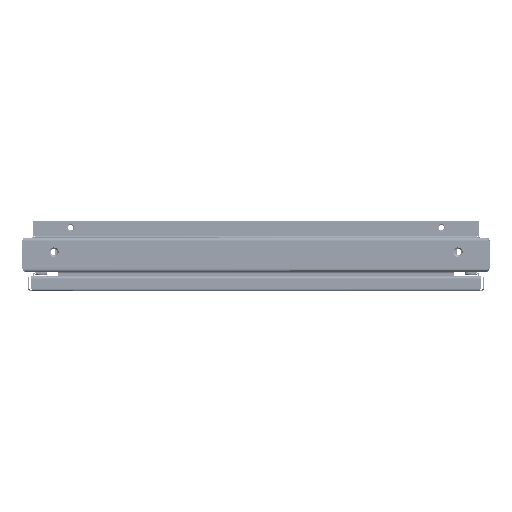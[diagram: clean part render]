
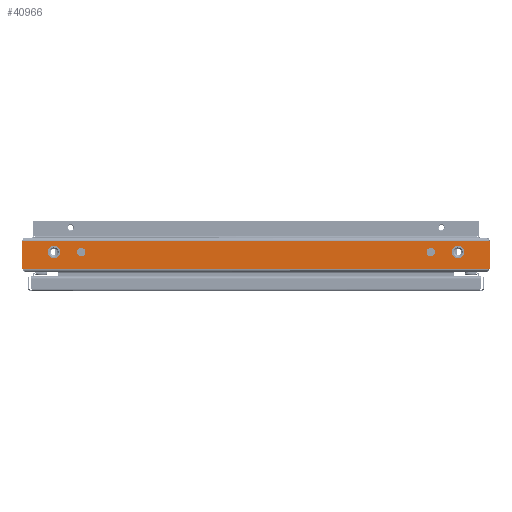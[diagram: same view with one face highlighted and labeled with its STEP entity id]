
A CAD part, front view. The second image highlights one B-rep face of the part: STEP entity #40966.
In plain terms, the highlighted face is planar.
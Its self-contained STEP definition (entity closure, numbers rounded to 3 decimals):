
#504 = CARTESIAN_POINT ( 'NONE',  ( -300., -18., 0. ) ) ;
#1458 = CARTESIAN_POINT ( 'NONE',  ( 300., -18., 0. ) ) ;
#1486 = DIRECTION ( 'NONE',  ( -1., 0., 0. ) ) ;
#2107 = FACE_BOUND ( 'NONE', #78009, .T. ) ;
#2775 = DIRECTION ( 'NONE',  ( 1., 0., 0. ) ) ;
#2979 = FACE_BOUND ( 'NONE', #63413, .T. ) ;
#5174 = ORIENTED_EDGE ( 'NONE', *, *, #14039, .T. ) ;
#5265 = DIRECTION ( 'NONE',  ( 0., -1., 0. ) ) ;
#6249 = LINE ( 'NONE', #38851, #70416 ) ;
#6303 = VERTEX_POINT ( 'NONE', #25458 ) ;
#7063 = CIRCLE ( 'NONE', #16932, 5.5 ) ;
#7147 = DIRECTION ( 'NONE',  ( 0., 0., -1. ) ) ;
#8439 = VERTEX_POINT ( 'NONE', #69548 ) ;
#10072 = AXIS2_PLACEMENT_3D ( 'NONE', #54100, #67309, #80961 ) ;
#10192 = EDGE_CURVE ( 'NONE', #54884, #8439, #7063, .T. ) ;
#11017 = CARTESIAN_POINT ( 'NONE',  ( 300., 18., 0. ) ) ;
#11241 = EDGE_CURVE ( 'NONE', #16500, #15358, #48157, .T. ) ;
#11762 = VERTEX_POINT ( 'NONE', #11017 ) ;
#12798 = EDGE_LOOP ( 'NONE', ( #37849, #55088 ) ) ;
#14039 = EDGE_CURVE ( 'NONE', #6303, #50205, #53379, .T. ) ;
#14330 = CARTESIAN_POINT ( 'NONE',  ( 300., -22., 0. ) ) ;
#14485 = CARTESIAN_POINT ( 'NONE',  ( 297.935, -18., 0. ) ) ;
#14958 = DIRECTION ( 'NONE',  ( 0., 0., -1. ) ) ;
#15358 = VERTEX_POINT ( 'NONE', #68429 ) ;
#16500 = VERTEX_POINT ( 'NONE', #42238 ) ;
#16932 = AXIS2_PLACEMENT_3D ( 'NONE', #52365, #65158, #2775 ) ;
#17926 = VECTOR ( 'NONE', #1486, 1000. ) ;
#18324 = PLANE ( 'NONE',  #34283 ) ;
#18411 = AXIS2_PLACEMENT_3D ( 'NONE', #47068, #26788, #80545 ) ;
#18779 = CARTESIAN_POINT ( 'NONE',  ( -297.935, -18., 0. ) ) ;
#20285 = EDGE_CURVE ( 'NONE', #78340, #77052, #81940, .T. ) ;
#20474 = CARTESIAN_POINT ( 'NONE',  ( 219., -3.319, 0. ) ) ;
#20515 = EDGE_CURVE ( 'NONE', #61943, #21211, #32491, .T. ) ;
#21193 = CARTESIAN_POINT ( 'NONE',  ( 224.5, -3.319, 0. ) ) ;
#21211 = VERTEX_POINT ( 'NONE', #44686 ) ;
#21256 = CARTESIAN_POINT ( 'NONE',  ( 300., 18., 0. ) ) ;
#21984 = CARTESIAN_POINT ( 'NONE',  ( 224.5, -3.319, 0. ) ) ;
#25458 = CARTESIAN_POINT ( 'NONE',  ( 251.5, -3.319, 0. ) ) ;
#25511 = LINE ( 'NONE', #60280, #84690 ) ;
#25536 = ORIENTED_EDGE ( 'NONE', *, *, #73976, .T. ) ;
#25755 = ORIENTED_EDGE ( 'NONE', *, *, #11241, .T. ) ;
#26531 = VECTOR ( 'NONE', #66728, 1000. ) ;
#26788 = DIRECTION ( 'NONE',  ( 0., 0., 1. ) ) ;
#27427 = ORIENTED_EDGE ( 'NONE', *, *, #53620, .T. ) ;
#31492 = VERTEX_POINT ( 'NONE', #20474 ) ;
#31703 = ORIENTED_EDGE ( 'NONE', *, *, #56682, .F. ) ;
#32169 = AXIS2_PLACEMENT_3D ( 'NONE', #21984, #14958, #69573 ) ;
#32382 = ORIENTED_EDGE ( 'NONE', *, *, #10192, .F. ) ;
#32491 = CIRCLE ( 'NONE', #18411, 8. ) ;
#32858 = DIRECTION ( 'NONE',  ( 1., 0., 0. ) ) ;
#33273 = CARTESIAN_POINT ( 'NONE',  ( 230., -3.319, 0. ) ) ;
#33649 = VECTOR ( 'NONE', #80704, 1000. ) ;
#34283 = AXIS2_PLACEMENT_3D ( 'NONE', #77796, #84394, #44780 ) ;
#34556 = LINE ( 'NONE', #14330, #47336 ) ;
#35199 = EDGE_LOOP ( 'NONE', ( #44938, #5174 ) ) ;
#36060 = LINE ( 'NONE', #42235, #33649 ) ;
#36404 = CIRCLE ( 'NONE', #32169, 5.5 ) ;
#36423 = FACE_BOUND ( 'NONE', #35199, .T. ) ;
#37849 = ORIENTED_EDGE ( 'NONE', *, *, #20515, .F. ) ;
#38543 = ORIENTED_EDGE ( 'NONE', *, *, #78683, .T. ) ;
#38851 = CARTESIAN_POINT ( 'NONE',  ( 300., 18., 0. ) ) ;
#40338 = ORIENTED_EDGE ( 'NONE', *, *, #57335, .T. ) ;
#40966 = ADVANCED_FACE ( 'NONE', ( #36423, #2979, #56692, #2107, #82667 ), #18324, .F. ) ;
#41112 = CARTESIAN_POINT ( 'NONE',  ( 300., 18., 0. ) ) ;
#42071 = VERTEX_POINT ( 'NONE', #504 ) ;
#42235 = CARTESIAN_POINT ( 'NONE',  ( -300., -18., 0. ) ) ;
#42238 = CARTESIAN_POINT ( 'NONE',  ( -298., 18., 0. ) ) ;
#43310 = EDGE_CURVE ( 'NONE', #54800, #31492, #48689, .T. ) ;
#43616 = DIRECTION ( 'NONE',  ( 1., 0., 0. ) ) ;
#44686 = CARTESIAN_POINT ( 'NONE',  ( -267.5, -3.319, 0. ) ) ;
#44780 = DIRECTION ( 'NONE',  ( -1., 0., 0. ) ) ;
#44938 = ORIENTED_EDGE ( 'NONE', *, *, #80437, .T. ) ;
#47068 = CARTESIAN_POINT ( 'NONE',  ( -259.5, -3.319, 0. ) ) ;
#47302 = CARTESIAN_POINT ( 'NONE',  ( 259.5, -3.319, 0. ) ) ;
#47336 = VECTOR ( 'NONE', #55273, 1000. ) ;
#48157 = LINE ( 'NONE', #41112, #17926 ) ;
#48689 = CIRCLE ( 'NONE', #62769, 5.5 ) ;
#48696 = ORIENTED_EDGE ( 'NONE', *, *, #20285, .T. ) ;
#49179 = AXIS2_PLACEMENT_3D ( 'NONE', #47302, #79471, #72862 ) ;
#49203 = EDGE_CURVE ( 'NONE', #21211, #61943, #81522, .T. ) ;
#50205 = VERTEX_POINT ( 'NONE', #77285 ) ;
#51634 = DIRECTION ( 'NONE',  ( -1., 0., 0. ) ) ;
#52268 = CARTESIAN_POINT ( 'NONE',  ( -259.5, -3.319, 0. ) ) ;
#52365 = CARTESIAN_POINT ( 'NONE',  ( -224.5, -3.319, 0. ) ) ;
#53379 = CIRCLE ( 'NONE', #49179, 8. ) ;
#53620 = EDGE_CURVE ( 'NONE', #31492, #54800, #36404, .T. ) ;
#54100 = CARTESIAN_POINT ( 'NONE',  ( -224.5, -3.319, 0. ) ) ;
#54800 = VERTEX_POINT ( 'NONE', #33273 ) ;
#54884 = VERTEX_POINT ( 'NONE', #86139 ) ;
#55088 = ORIENTED_EDGE ( 'NONE', *, *, #49203, .F. ) ;
#55252 = CARTESIAN_POINT ( 'NONE',  ( -300., -18., 0. ) ) ;
#55273 = DIRECTION ( 'NONE',  ( 0., 1., 0. ) ) ;
#56682 = EDGE_CURVE ( 'NONE', #8439, #54884, #86004, .T. ) ;
#56692 = FACE_BOUND ( 'NONE', #12798, .T. ) ;
#57335 = EDGE_CURVE ( 'NONE', #78848, #16500, #6249, .T. ) ;
#60239 = ORIENTED_EDGE ( 'NONE', *, *, #69359, .T. ) ;
#60280 = CARTESIAN_POINT ( 'NONE',  ( -300., -22., 0. ) ) ;
#61454 = EDGE_LOOP ( 'NONE', ( #68363, #48696, #60239, #38543, #77840, #40338, #25755, #25536 ) ) ;
#61779 = DIRECTION ( 'NONE',  ( -1., 0., 0. ) ) ;
#61845 = LINE ( 'NONE', #55252, #26531 ) ;
#61943 = VERTEX_POINT ( 'NONE', #65998 ) ;
#62597 = DIRECTION ( 'NONE',  ( -1., 0., 0. ) ) ;
#62769 = AXIS2_PLACEMENT_3D ( 'NONE', #21193, #7147, #62597 ) ;
#63413 = EDGE_LOOP ( 'NONE', ( #69422, #27427 ) ) ;
#64631 = AXIS2_PLACEMENT_3D ( 'NONE', #52268, #79122, #32858 ) ;
#65158 = DIRECTION ( 'NONE',  ( 0., 0., 1. ) ) ;
#65349 = CARTESIAN_POINT ( 'NONE',  ( 298., 18., 0. ) ) ;
#65687 = CARTESIAN_POINT ( 'NONE',  ( 259.5, -3.319, 0. ) ) ;
#65998 = CARTESIAN_POINT ( 'NONE',  ( -251.5, -3.319, 0. ) ) ;
#66728 = DIRECTION ( 'NONE',  ( 1., 0., 0. ) ) ;
#67309 = DIRECTION ( 'NONE',  ( 0., 0., 1. ) ) ;
#67331 = VERTEX_POINT ( 'NONE', #1458 ) ;
#68363 = ORIENTED_EDGE ( 'NONE', *, *, #69016, .T. ) ;
#68429 = CARTESIAN_POINT ( 'NONE',  ( -300., 18., 0. ) ) ;
#69016 = EDGE_CURVE ( 'NONE', #42071, #78340, #61845, .T. ) ;
#69359 = EDGE_CURVE ( 'NONE', #77052, #67331, #36060, .T. ) ;
#69422 = ORIENTED_EDGE ( 'NONE', *, *, #43310, .T. ) ;
#69548 = CARTESIAN_POINT ( 'NONE',  ( -219., -3.319, 0. ) ) ;
#69573 = DIRECTION ( 'NONE',  ( -1., 0., 0. ) ) ;
#69602 = CARTESIAN_POINT ( 'NONE',  ( -300., -18., 0. ) ) ;
#70416 = VECTOR ( 'NONE', #51634, 1000. ) ;
#72862 = DIRECTION ( 'NONE',  ( -1., 0., 0. ) ) ;
#73389 = EDGE_CURVE ( 'NONE', #11762, #78848, #81601, .T. ) ;
#73976 = EDGE_CURVE ( 'NONE', #15358, #42071, #25511, .T. ) ;
#74739 = VECTOR ( 'NONE', #61779, 1000. ) ;
#76065 = VECTOR ( 'NONE', #43616, 1000. ) ;
#77052 = VERTEX_POINT ( 'NONE', #14485 ) ;
#77285 = CARTESIAN_POINT ( 'NONE',  ( 267.5, -3.319, 0. ) ) ;
#77796 = CARTESIAN_POINT ( 'NONE',  ( 0., 0., 0. ) ) ;
#77840 = ORIENTED_EDGE ( 'NONE', *, *, #73389, .T. ) ;
#78009 = EDGE_LOOP ( 'NONE', ( #31703, #32382 ) ) ;
#78340 = VERTEX_POINT ( 'NONE', #18779 ) ;
#78683 = EDGE_CURVE ( 'NONE', #67331, #11762, #34556, .T. ) ;
#78848 = VERTEX_POINT ( 'NONE', #65349 ) ;
#79122 = DIRECTION ( 'NONE',  ( 0., 0., 1. ) ) ;
#79471 = DIRECTION ( 'NONE',  ( 0., 0., -1. ) ) ;
#80437 = EDGE_CURVE ( 'NONE', #50205, #6303, #81077, .T. ) ;
#80545 = DIRECTION ( 'NONE',  ( 1., 0., 0. ) ) ;
#80639 = DIRECTION ( 'NONE',  ( -1., 0., 0. ) ) ;
#80704 = DIRECTION ( 'NONE',  ( 1., 0., 0. ) ) ;
#80961 = DIRECTION ( 'NONE',  ( 1., 0., 0. ) ) ;
#81077 = CIRCLE ( 'NONE', #85289, 8. ) ;
#81522 = CIRCLE ( 'NONE', #64631, 8. ) ;
#81601 = LINE ( 'NONE', #21256, #74739 ) ;
#81940 = LINE ( 'NONE', #69602, #76065 ) ;
#82667 = FACE_OUTER_BOUND ( 'NONE', #61454, .T. ) ;
#84394 = DIRECTION ( 'NONE',  ( 0., 0., -1. ) ) ;
#84690 = VECTOR ( 'NONE', #5265, 1000. ) ;
#85289 = AXIS2_PLACEMENT_3D ( 'NONE', #65687, #85939, #80639 ) ;
#85939 = DIRECTION ( 'NONE',  ( 0., 0., -1. ) ) ;
#86004 = CIRCLE ( 'NONE', #10072, 5.5 ) ;
#86139 = CARTESIAN_POINT ( 'NONE',  ( -230., -3.319, 0. ) ) ;
